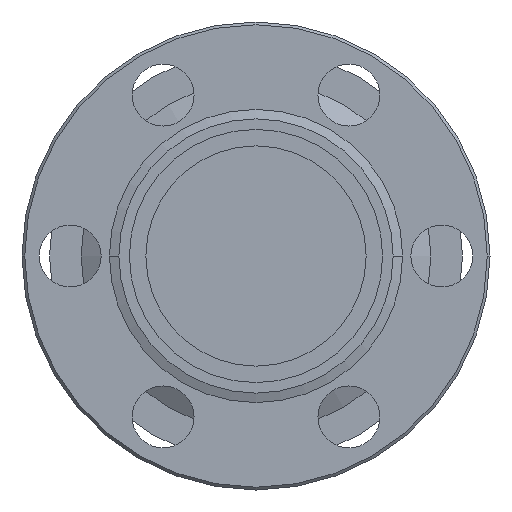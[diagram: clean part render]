
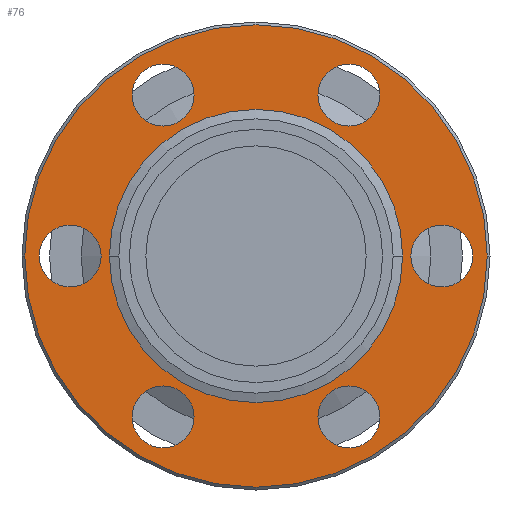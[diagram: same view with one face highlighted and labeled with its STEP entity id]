
A CAD part, front view. The second image highlights one B-rep face of the part: STEP entity #76.
In plain terms, the highlighted planar face has unit normal (0, -1, 0).
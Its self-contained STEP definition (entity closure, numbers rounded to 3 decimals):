
#76=ADVANCED_FACE('',(#198,#199,#200,#201,#202,#203,#204,#205),#197,.T.);
#197=PLANE('',#1336);
#198=FACE_OUTER_BOUND('',#1337,.T.);
#199=FACE_BOUND('',#1338,.T.);
#200=FACE_BOUND('',#1339,.T.);
#201=FACE_BOUND('',#1340,.T.);
#202=FACE_BOUND('',#1341,.T.);
#203=FACE_BOUND('',#1342,.T.);
#204=FACE_BOUND('',#1343,.T.);
#205=FACE_BOUND('',#1344,.T.);
#1333=CARTESIAN_POINT('',(38.64,-57.2,34.918));
#1334=DIRECTION('',(0.,-1.,0.));
#1335=DIRECTION('',(-1.,0.,0.));
#1336=AXIS2_PLACEMENT_3D('',#1333,#1334,#1335);
#1337=EDGE_LOOP('',(#2439,#2440));
#1338=EDGE_LOOP('',(#2441,#2442));
#1339=EDGE_LOOP('',(#2443,#2444));
#1340=EDGE_LOOP('',(#2445,#2446));
#1341=EDGE_LOOP('',(#2447,#2448));
#1342=EDGE_LOOP('',(#2449,#2450));
#1343=EDGE_LOOP('',(#2451,#2452));
#1344=EDGE_LOOP('',(#2453,#2454));
#2439=ORIENTED_EDGE('',*,*,#2911,.T.);
#2440=ORIENTED_EDGE('',*,*,#2912,.T.);
#2441=ORIENTED_EDGE('',*,*,#2913,.T.);
#2442=ORIENTED_EDGE('',*,*,#2914,.T.);
#2443=ORIENTED_EDGE('',*,*,#2915,.T.);
#2444=ORIENTED_EDGE('',*,*,#2916,.T.);
#2445=ORIENTED_EDGE('',*,*,#2917,.T.);
#2446=ORIENTED_EDGE('',*,*,#2918,.T.);
#2447=ORIENTED_EDGE('',*,*,#2919,.T.);
#2448=ORIENTED_EDGE('',*,*,#2920,.T.);
#2449=ORIENTED_EDGE('',*,*,#2921,.T.);
#2450=ORIENTED_EDGE('',*,*,#2922,.T.);
#2451=ORIENTED_EDGE('',*,*,#2923,.T.);
#2452=ORIENTED_EDGE('',*,*,#2924,.T.);
#2453=ORIENTED_EDGE('',*,*,#2925,.F.);
#2454=ORIENTED_EDGE('',*,*,#2926,.F.);
#2911=EDGE_CURVE('',#3171,#3172,#3173,.T.);
#2912=EDGE_CURVE('',#3172,#3171,#3179,.T.);
#2913=EDGE_CURVE('',#3185,#3186,#3187,.T.);
#2914=EDGE_CURVE('',#3186,#3185,#3193,.T.);
#2915=EDGE_CURVE('',#3199,#3200,#3201,.T.);
#2916=EDGE_CURVE('',#3200,#3199,#3207,.T.);
#2917=EDGE_CURVE('',#3213,#3214,#3215,.T.);
#2918=EDGE_CURVE('',#3214,#3213,#3221,.T.);
#2919=EDGE_CURVE('',#3227,#3228,#3229,.T.);
#2920=EDGE_CURVE('',#3228,#3227,#3235,.T.);
#2921=EDGE_CURVE('',#3241,#3242,#3243,.T.);
#2922=EDGE_CURVE('',#3242,#3241,#3249,.T.);
#2923=EDGE_CURVE('',#3255,#3256,#3257,.T.);
#2924=EDGE_CURVE('',#3256,#3255,#3263,.T.);
#2925=EDGE_CURVE('',#3269,#3270,#3271,.T.);
#2926=EDGE_CURVE('',#3270,#3269,#3277,.T.);
#3171=VERTEX_POINT('',#4725);
#3172=VERTEX_POINT('',#4726);
#3173=CIRCLE('',#4730,16.8);
#3179=CIRCLE('',#4734,16.8);
#3185=VERTEX_POINT('',#4735);
#3186=VERTEX_POINT('',#4736);
#3187=CIRCLE('',#4740,2.25);
#3193=CIRCLE('',#4744,2.25);
#3199=VERTEX_POINT('',#4745);
#3200=VERTEX_POINT('',#4746);
#3201=CIRCLE('',#4750,2.25);
#3207=CIRCLE('',#4754,2.25);
#3213=VERTEX_POINT('',#4755);
#3214=VERTEX_POINT('',#4756);
#3215=CIRCLE('',#4760,2.25);
#3221=CIRCLE('',#4764,2.25);
#3227=VERTEX_POINT('',#4765);
#3228=VERTEX_POINT('',#4766);
#3229=CIRCLE('',#4770,2.25);
#3235=CIRCLE('',#4774,2.25);
#3241=VERTEX_POINT('',#4775);
#3242=VERTEX_POINT('',#4776);
#3243=CIRCLE('',#4780,2.25);
#3249=CIRCLE('',#4784,2.25);
#3255=VERTEX_POINT('',#4785);
#3256=VERTEX_POINT('',#4786);
#3257=CIRCLE('',#4790,2.25);
#3263=CIRCLE('',#4794,2.25);
#3269=VERTEX_POINT('',#4795);
#3270=VERTEX_POINT('',#4796);
#3271=CIRCLE('',#4800,10.65);
#3277=CIRCLE('',#4804,10.65);
#4725=CARTESIAN_POINT('',(-16.8,-57.2,0.));
#4726=CARTESIAN_POINT('',(16.8,-57.2,0.));
#4727=CARTESIAN_POINT('',(0.,-57.2,0.));
#4728=DIRECTION('',(0.,-1.,0.));
#4729=DIRECTION('',(-1.,0.,0.));
#4730=AXIS2_PLACEMENT_3D('',#4727,#4728,#4729);
#4731=CARTESIAN_POINT('',(0.,-57.2,0.));
#4732=DIRECTION('',(0.,-1.,0.));
#4733=DIRECTION('',(-1.,0.,0.));
#4734=AXIS2_PLACEMENT_3D('',#4731,#4732,#4733);
#4735=CARTESIAN_POINT('',(-4.5,-57.2,11.691));
#4736=CARTESIAN_POINT('',(-9.,-57.2,11.691));
#4737=CARTESIAN_POINT('',(-6.75,-57.2,11.691));
#4738=DIRECTION('',(0.,1.,0.));
#4739=DIRECTION('',(1.,0.,0.));
#4740=AXIS2_PLACEMENT_3D('',#4737,#4738,#4739);
#4741=CARTESIAN_POINT('',(-6.75,-57.2,11.691));
#4742=DIRECTION('',(0.,1.,0.));
#4743=DIRECTION('',(1.,0.,0.));
#4744=AXIS2_PLACEMENT_3D('',#4741,#4742,#4743);
#4745=CARTESIAN_POINT('',(9.,-57.2,11.691));
#4746=CARTESIAN_POINT('',(4.5,-57.2,11.691));
#4747=CARTESIAN_POINT('',(6.75,-57.2,11.691));
#4748=DIRECTION('',(0.,1.,0.));
#4749=DIRECTION('',(1.,0.,0.));
#4750=AXIS2_PLACEMENT_3D('',#4747,#4748,#4749);
#4751=CARTESIAN_POINT('',(6.75,-57.2,11.691));
#4752=DIRECTION('',(0.,1.,0.));
#4753=DIRECTION('',(1.,0.,0.));
#4754=AXIS2_PLACEMENT_3D('',#4751,#4752,#4753);
#4755=CARTESIAN_POINT('',(15.75,-57.2,0.));
#4756=CARTESIAN_POINT('',(11.25,-57.2,0.));
#4757=CARTESIAN_POINT('',(13.5,-57.2,0.));
#4758=DIRECTION('',(0.,1.,0.));
#4759=DIRECTION('',(1.,0.,0.));
#4760=AXIS2_PLACEMENT_3D('',#4757,#4758,#4759);
#4761=CARTESIAN_POINT('',(13.5,-57.2,0.));
#4762=DIRECTION('',(0.,1.,0.));
#4763=DIRECTION('',(1.,0.,0.));
#4764=AXIS2_PLACEMENT_3D('',#4761,#4762,#4763);
#4765=CARTESIAN_POINT('',(9.,-57.2,-11.691));
#4766=CARTESIAN_POINT('',(4.5,-57.2,-11.691));
#4767=CARTESIAN_POINT('',(6.75,-57.2,-11.691));
#4768=DIRECTION('',(0.,1.,0.));
#4769=DIRECTION('',(1.,0.,0.));
#4770=AXIS2_PLACEMENT_3D('',#4767,#4768,#4769);
#4771=CARTESIAN_POINT('',(6.75,-57.2,-11.691));
#4772=DIRECTION('',(0.,1.,0.));
#4773=DIRECTION('',(1.,0.,0.));
#4774=AXIS2_PLACEMENT_3D('',#4771,#4772,#4773);
#4775=CARTESIAN_POINT('',(-4.5,-57.2,-11.691));
#4776=CARTESIAN_POINT('',(-9.,-57.2,-11.691));
#4777=CARTESIAN_POINT('',(-6.75,-57.2,-11.691));
#4778=DIRECTION('',(0.,1.,0.));
#4779=DIRECTION('',(1.,0.,0.));
#4780=AXIS2_PLACEMENT_3D('',#4777,#4778,#4779);
#4781=CARTESIAN_POINT('',(-6.75,-57.2,-11.691));
#4782=DIRECTION('',(0.,1.,0.));
#4783=DIRECTION('',(1.,0.,0.));
#4784=AXIS2_PLACEMENT_3D('',#4781,#4782,#4783);
#4785=CARTESIAN_POINT('',(-11.25,-57.2,0.));
#4786=CARTESIAN_POINT('',(-15.75,-57.2,0.));
#4787=CARTESIAN_POINT('',(-13.5,-57.2,0.));
#4788=DIRECTION('',(0.,1.,0.));
#4789=DIRECTION('',(1.,0.,0.));
#4790=AXIS2_PLACEMENT_3D('',#4787,#4788,#4789);
#4791=CARTESIAN_POINT('',(-13.5,-57.2,0.));
#4792=DIRECTION('',(0.,1.,0.));
#4793=DIRECTION('',(1.,0.,0.));
#4794=AXIS2_PLACEMENT_3D('',#4791,#4792,#4793);
#4795=CARTESIAN_POINT('',(-10.65,-57.2,0.));
#4796=CARTESIAN_POINT('',(10.65,-57.2,0.));
#4797=CARTESIAN_POINT('',(0.,-57.2,0.));
#4798=DIRECTION('',(0.,-1.,0.));
#4799=DIRECTION('',(1.,0.,0.));
#4800=AXIS2_PLACEMENT_3D('',#4797,#4798,#4799);
#4801=CARTESIAN_POINT('',(0.,-57.2,0.));
#4802=DIRECTION('',(0.,-1.,0.));
#4803=DIRECTION('',(1.,0.,0.));
#4804=AXIS2_PLACEMENT_3D('',#4801,#4802,#4803);
